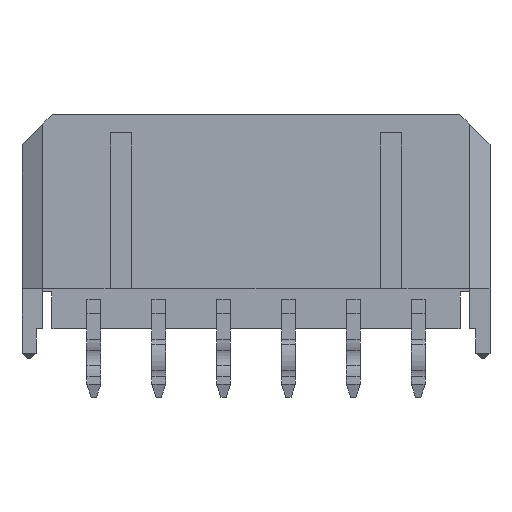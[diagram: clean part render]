
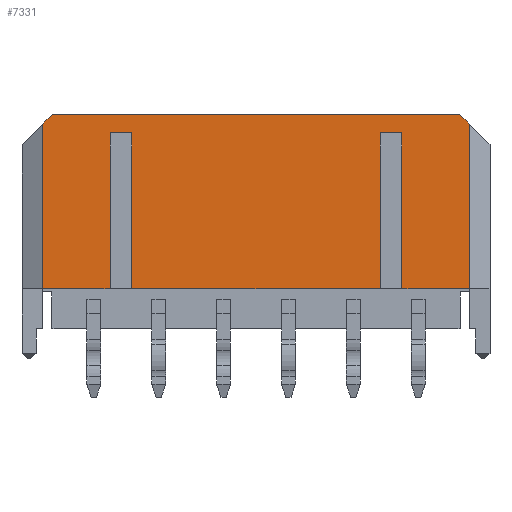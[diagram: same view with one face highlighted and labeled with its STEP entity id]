
A CAD part, front view. The second image highlights one B-rep face of the part: STEP entity #7331.
In plain terms, the highlighted planar face has unit normal (0, -1, 0).
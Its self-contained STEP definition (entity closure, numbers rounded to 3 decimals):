
#1317=DIRECTION('',(0.,0.,1.));
#1318=VECTOR('',#1317,7.2);
#1319=CARTESIAN_POINT('',(5.75,-1.93,-3.1));
#1320=LINE('',#1319,#1318);
#1321=DIRECTION('',(-1.,0.,0.));
#1322=VECTOR('',#1321,11.5);
#1323=CARTESIAN_POINT('',(5.75,-1.93,-3.1));
#1324=LINE('',#1323,#1322);
#1325=DIRECTION('',(0.,0.,1.));
#1326=VECTOR('',#1325,7.2);
#1327=CARTESIAN_POINT('',(-5.75,-1.93,-3.1));
#1328=LINE('',#1327,#1326);
#1329=DIRECTION('',(-1.,0.,0.));
#1330=VECTOR('',#1329,1.);
#1331=CARTESIAN_POINT('',(-5.75,-1.93,4.1));
#1332=LINE('',#1331,#1330);
#1333=DIRECTION('',(0.,0.,1.));
#1334=VECTOR('',#1333,7.2);
#1335=CARTESIAN_POINT('',(-6.75,-1.93,-3.1));
#1336=LINE('',#1335,#1334);
#1337=DIRECTION('',(-1.,0.,0.));
#1338=VECTOR('',#1337,3.11);
#1339=CARTESIAN_POINT('',(-6.75,-1.93,-3.1));
#1340=LINE('',#1339,#1338);
#1341=DIRECTION('',(0.,0.,1.));
#1342=VECTOR('',#1341,7.61);
#1343=CARTESIAN_POINT('',(-9.86,-1.93,-3.1));
#1344=LINE('',#1343,#1342);
#1345=DIRECTION('',(-0.707,0.,-0.707));
#1346=VECTOR('',#1345,0.622);
#1347=CARTESIAN_POINT('',(-9.42,-1.93,4.95));
#1348=LINE('',#1347,#1346);
#1349=DIRECTION('',(1.,0.,0.));
#1350=VECTOR('',#1349,18.84);
#1351=CARTESIAN_POINT('',(-9.42,-1.93,4.95));
#1352=LINE('',#1351,#1350);
#1353=DIRECTION('',(-0.707,0.,0.707));
#1354=VECTOR('',#1353,0.622);
#1355=CARTESIAN_POINT('',(9.86,-1.93,4.51));
#1356=LINE('',#1355,#1354);
#1357=DIRECTION('',(0.,0.,-1.));
#1358=VECTOR('',#1357,7.61);
#1359=CARTESIAN_POINT('',(9.86,-1.93,4.51));
#1360=LINE('',#1359,#1358);
#1361=DIRECTION('',(-1.,0.,0.));
#1362=VECTOR('',#1361,3.11);
#1363=CARTESIAN_POINT('',(9.86,-1.93,-3.1));
#1364=LINE('',#1363,#1362);
#1365=DIRECTION('',(0.,0.,1.));
#1366=VECTOR('',#1365,7.2);
#1367=CARTESIAN_POINT('',(6.75,-1.93,-3.1));
#1368=LINE('',#1367,#1366);
#1369=DIRECTION('',(-1.,0.,0.));
#1370=VECTOR('',#1369,1.);
#1371=CARTESIAN_POINT('',(6.75,-1.93,4.1));
#1372=LINE('',#1371,#1370);
#4433=CARTESIAN_POINT('',(5.75,-1.93,-3.1));
#4434=CARTESIAN_POINT('',(5.75,-1.93,4.1));
#4435=VERTEX_POINT('',#4433);
#4436=VERTEX_POINT('',#4434);
#4437=CARTESIAN_POINT('',(6.75,-1.93,-3.1));
#4438=CARTESIAN_POINT('',(6.75,-1.93,4.1));
#4439=VERTEX_POINT('',#4437);
#4440=VERTEX_POINT('',#4438);
#4561=CARTESIAN_POINT('',(-9.42,-1.93,4.95));
#4562=CARTESIAN_POINT('',(-9.86,-1.93,4.51));
#4563=VERTEX_POINT('',#4561);
#4564=VERTEX_POINT('',#4562);
#4565=CARTESIAN_POINT('',(9.86,-1.93,4.51));
#4566=CARTESIAN_POINT('',(9.42,-1.93,4.95));
#4567=VERTEX_POINT('',#4565);
#4568=VERTEX_POINT('',#4566);
#4661=CARTESIAN_POINT('',(-9.86,-1.93,-3.1));
#4662=VERTEX_POINT('',#4661);
#4663=CARTESIAN_POINT('',(9.86,-1.93,-3.1));
#4664=VERTEX_POINT('',#4663);
#4701=CARTESIAN_POINT('',(-5.75,-1.93,-3.1));
#4702=VERTEX_POINT('',#4701);
#4711=CARTESIAN_POINT('',(-5.75,-1.93,4.1));
#4712=CARTESIAN_POINT('',(-6.75,-1.93,4.1));
#4713=VERTEX_POINT('',#4711);
#4714=VERTEX_POINT('',#4712);
#4715=CARTESIAN_POINT('',(-6.75,-1.93,-3.1));
#4716=VERTEX_POINT('',#4715);
#7297=CARTESIAN_POINT('',(-10.82,-1.93,4.95));
#7298=DIRECTION('',(0.,-1.,0.));
#7299=DIRECTION('',(0.,0.,-1.));
#7300=AXIS2_PLACEMENT_3D('',#7297,#7298,#7299);
#7301=PLANE('',#7300);
#7303=ORIENTED_EDGE('',*,*,#7302,.F.);
#7305=ORIENTED_EDGE('',*,*,#7304,.T.);
#7307=ORIENTED_EDGE('',*,*,#7306,.T.);
#7309=ORIENTED_EDGE('',*,*,#7308,.T.);
#7311=ORIENTED_EDGE('',*,*,#7310,.F.);
#7313=ORIENTED_EDGE('',*,*,#7312,.T.);
#7315=ORIENTED_EDGE('',*,*,#7314,.T.);
#7317=ORIENTED_EDGE('',*,*,#7316,.F.);
#7319=ORIENTED_EDGE('',*,*,#7318,.T.);
#7321=ORIENTED_EDGE('',*,*,#7320,.F.);
#7322=ORIENTED_EDGE('',*,*,#7286,.T.);
#7324=ORIENTED_EDGE('',*,*,#7323,.T.);
#7326=ORIENTED_EDGE('',*,*,#7325,.T.);
#7328=ORIENTED_EDGE('',*,*,#7327,.T.);
#7329=EDGE_LOOP('',(#7303,#7305,#7307,#7309,#7311,#7313,#7315,#7317,#7319,#7321,
#7322,#7324,#7326,#7328));
#7330=FACE_OUTER_BOUND('',#7329,.F.);
#7331=ADVANCED_FACE('',(#7330),#7301,.T.);
#7286=EDGE_CURVE('',#4567,#4664,#1360,.T.);
#7302=EDGE_CURVE('',#4435,#4436,#1320,.T.);
#7304=EDGE_CURVE('',#4435,#4702,#1324,.T.);
#7306=EDGE_CURVE('',#4702,#4713,#1328,.T.);
#7308=EDGE_CURVE('',#4713,#4714,#1332,.T.);
#7310=EDGE_CURVE('',#4716,#4714,#1336,.T.);
#7312=EDGE_CURVE('',#4716,#4662,#1340,.T.);
#7314=EDGE_CURVE('',#4662,#4564,#1344,.T.);
#7316=EDGE_CURVE('',#4563,#4564,#1348,.T.);
#7318=EDGE_CURVE('',#4563,#4568,#1352,.T.);
#7320=EDGE_CURVE('',#4567,#4568,#1356,.T.);
#7323=EDGE_CURVE('',#4664,#4439,#1364,.T.);
#7325=EDGE_CURVE('',#4439,#4440,#1368,.T.);
#7327=EDGE_CURVE('',#4440,#4436,#1372,.T.);
